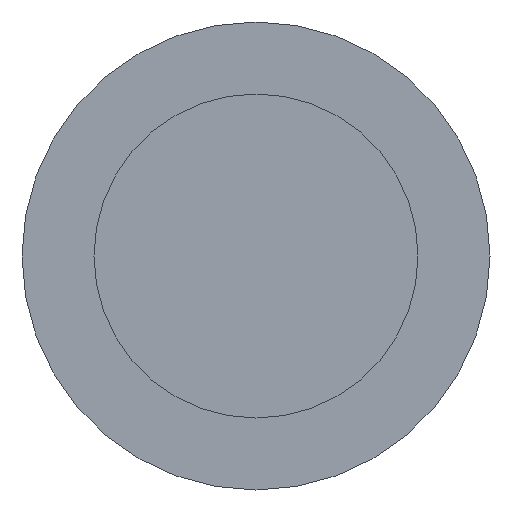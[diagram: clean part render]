
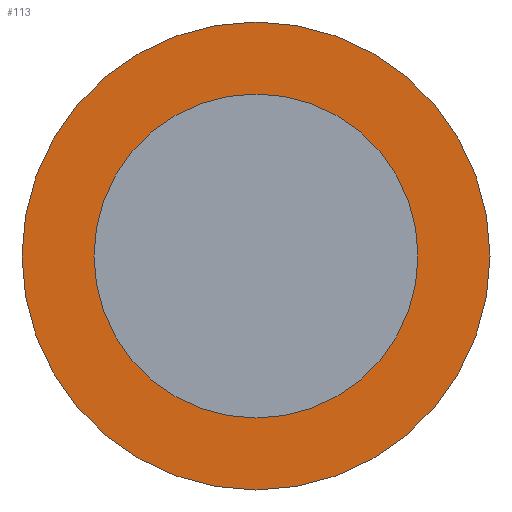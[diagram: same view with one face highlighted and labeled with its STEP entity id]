
A CAD part, left-side view. The second image highlights one B-rep face of the part: STEP entity #113.
In plain terms, the highlighted planar face has unit normal (-1, 0, 0).
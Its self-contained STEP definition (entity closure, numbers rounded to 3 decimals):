
#9 = DIRECTION ( 'NONE',  ( -1., 0., 0. ) ) ;
#26 = AXIS2_PLACEMENT_3D ( 'NONE', #51, #86, #166 ) ;
#33 = CARTESIAN_POINT ( 'NONE',  ( 90.6, 0., -8. ) ) ;
#47 = CIRCLE ( 'NONE', #454, 8. ) ;
#50 = EDGE_CURVE ( 'NONE', #416, #428, #384, .T. ) ;
#51 = CARTESIAN_POINT ( 'NONE',  ( 90.6, 8., 0. ) ) ;
#57 = VERTEX_POINT ( 'NONE', #322 ) ;
#86 = DIRECTION ( 'NONE',  ( 1., 0., 0. ) ) ;
#93 = AXIS2_PLACEMENT_3D ( 'NONE', #193, #437, #114 ) ;
#99 = CARTESIAN_POINT ( 'NONE',  ( 90.6, 0., 0. ) ) ;
#113 = ADVANCED_FACE ( 'NONE', ( #473, #155 ), #240, .F. ) ;
#114 = DIRECTION ( 'NONE',  ( 0., 0., 1. ) ) ;
#115 = CIRCLE ( 'NONE', #93, 13. ) ;
#120 = CARTESIAN_POINT ( 'NONE',  ( 90.6, 0., 8. ) ) ;
#141 = DIRECTION ( 'NONE',  ( -1., 0., 0. ) ) ;
#155 = FACE_OUTER_BOUND ( 'NONE', #250, .T. ) ;
#166 = DIRECTION ( 'NONE',  ( 0., 0., -1. ) ) ;
#174 = VERTEX_POINT ( 'NONE', #293 ) ;
#192 = CIRCLE ( 'NONE', #335, 13. ) ;
#193 = CARTESIAN_POINT ( 'NONE',  ( 90.6, 0., 0. ) ) ;
#195 = ORIENTED_EDGE ( 'NONE', *, *, #50, .F. ) ;
#240 = PLANE ( 'NONE',  #26 ) ;
#241 = EDGE_CURVE ( 'NONE', #428, #416, #47, .T. ) ;
#247 = DIRECTION ( 'NONE',  ( 0., 0., 1. ) ) ;
#250 = EDGE_LOOP ( 'NONE', ( #394, #425 ) ) ;
#258 = DIRECTION ( 'NONE',  ( 0., 0., 1. ) ) ;
#282 = CARTESIAN_POINT ( 'NONE',  ( 90.6, 0., 0. ) ) ;
#293 = CARTESIAN_POINT ( 'NONE',  ( 90.6, 0., -13. ) ) ;
#322 = CARTESIAN_POINT ( 'NONE',  ( 90.6, 0., 13. ) ) ;
#335 = AXIS2_PLACEMENT_3D ( 'NONE', #499, #391, #258 ) ;
#351 = EDGE_CURVE ( 'NONE', #57, #174, #115, .T. ) ;
#384 = CIRCLE ( 'NONE', #458, 8. ) ;
#391 = DIRECTION ( 'NONE',  ( -1., 0., 0. ) ) ;
#394 = ORIENTED_EDGE ( 'NONE', *, *, #351, .T. ) ;
#414 = EDGE_LOOP ( 'NONE', ( #195, #476 ) ) ;
#416 = VERTEX_POINT ( 'NONE', #120 ) ;
#423 = DIRECTION ( 'NONE',  ( 0., 0., 1. ) ) ;
#425 = ORIENTED_EDGE ( 'NONE', *, *, #498, .T. ) ;
#428 = VERTEX_POINT ( 'NONE', #33 ) ;
#437 = DIRECTION ( 'NONE',  ( -1., 0., 0. ) ) ;
#454 = AXIS2_PLACEMENT_3D ( 'NONE', #99, #141, #423 ) ;
#458 = AXIS2_PLACEMENT_3D ( 'NONE', #282, #9, #247 ) ;
#473 = FACE_BOUND ( 'NONE', #414, .T. ) ;
#476 = ORIENTED_EDGE ( 'NONE', *, *, #241, .F. ) ;
#498 = EDGE_CURVE ( 'NONE', #174, #57, #192, .T. ) ;
#499 = CARTESIAN_POINT ( 'NONE',  ( 90.6, 0., 0. ) ) ;
